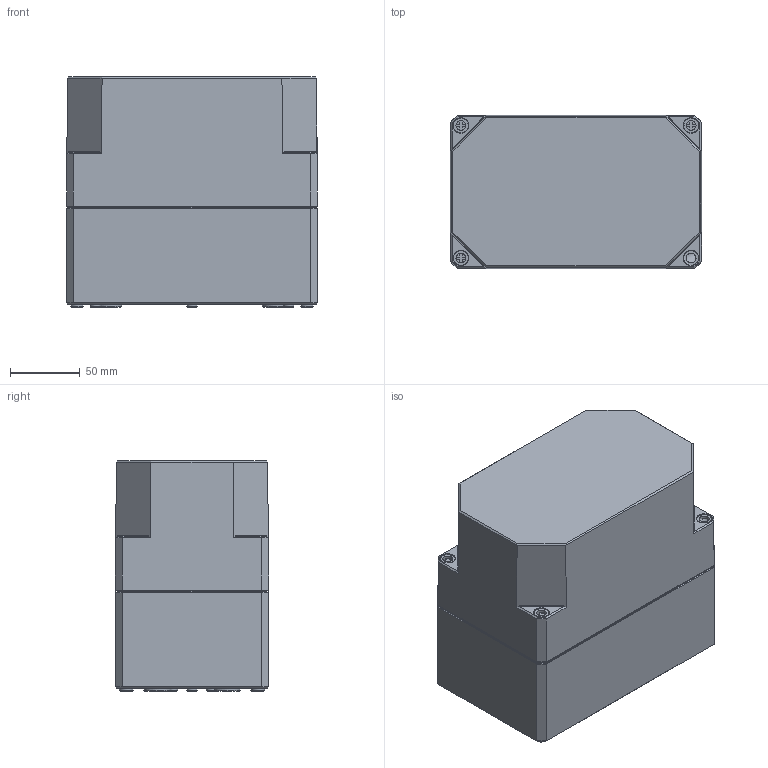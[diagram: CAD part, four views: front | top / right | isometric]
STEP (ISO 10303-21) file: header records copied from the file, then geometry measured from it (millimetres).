
FILE_DESCRIPTION(/* description */ (''),/* implementation_level */ '2;1');
FILE_NAME(/* name */ '0903108170 MBI 181117 OK.stp',/* time_stamp */ '2021-03-04T14:43:43+01:00',/* author */ ('alexander.rose'),/* organization */ (''),/* preprocessor_version */ 'ST-DEVELOPER v17.2',/* originating_system */ 'Autodesk Inventor 2019',/* authorisation */ '');
FILE_SCHEMA (('AUTOMOTIVE_DESIGN { 1 0 10303 214 3 1 1 }'));
Products named in the file (5): 0903108170 MBI 181117 OK; -UT_181172 - O - Index01; Dichtung_1811xx; -OT_181193 K; Schraube _ M10 x 58 _ MBTK -
Assembly tree (7 placements, depth 2):
  0903108170 MBI 181117 OK
    -UT_181172 - O - Index01
    Dichtung_1811xx
    -OT_181193 K
    Schraube _ M10 x 58 _ MBTK -  x4
Bounding box: 180 x 110 x 164.8 mm (x, y, z)
Volume: 482479.1 mm3; surface area: 283668.2 mm2
Topology: 7 solids, 7 shells, 2553 faces, 6423 edges, 4061 vertices
Faces by surface type: plane 1131, bspline 513, cylinder 406, torus 300, cone 180, sphere 23
Full cylindrical faces by diameter (mm): 4.5 x4, 5 x4, 5.8 x8, 6 x2, 7 x4, 8.376 x4, 10.5 x4
Entity records: 73123 total; most frequent: CARTESIAN_POINT 20864, ORIENTED_EDGE 11354, DIRECTION 9918, EDGE_CURVE 5677, VERTEX_POINT 3572, AXIS2_PLACEMENT_3D 3489, LINE 2940, VECTOR 2940
